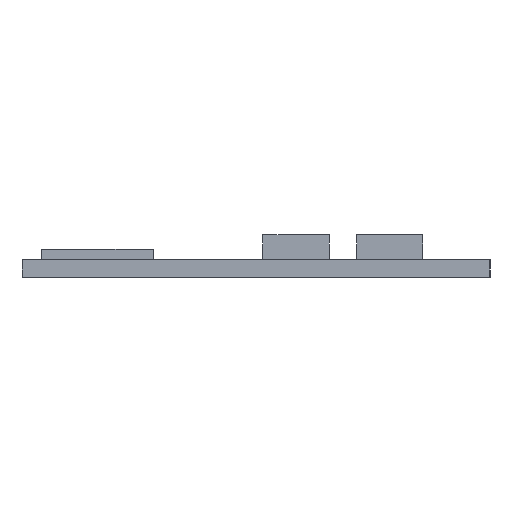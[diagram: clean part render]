
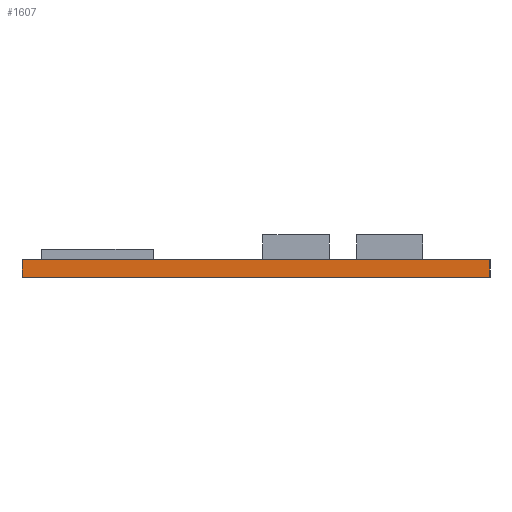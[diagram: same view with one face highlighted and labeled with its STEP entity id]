
A CAD part, left-side view. The second image highlights one B-rep face of the part: STEP entity #1607.
In plain terms, the highlighted planar face has unit normal (-1, 0, 0).
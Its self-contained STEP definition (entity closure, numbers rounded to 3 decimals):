
#143=FACE_OUTER_BOUND('',#231,.T.);
#231=EDGE_LOOP('',(#1347,#1348,#1349,#1350));
#451=LINE('',#2534,#657);
#452=LINE('',#2536,#658);
#453=LINE('',#2538,#659);
#454=LINE('',#2539,#660);
#657=VECTOR('',#2093,10.);
#658=VECTOR('',#2094,10.);
#659=VECTOR('',#2095,10.);
#660=VECTOR('',#2096,10.);
#801=VERTEX_POINT('',#2532);
#802=VERTEX_POINT('',#2533);
#803=VERTEX_POINT('',#2535);
#804=VERTEX_POINT('',#2537);
#1007=EDGE_CURVE('',#801,#802,#451,.T.);
#1008=EDGE_CURVE('',#801,#803,#452,.T.);
#1009=EDGE_CURVE('',#804,#803,#453,.T.);
#1010=EDGE_CURVE('',#802,#804,#454,.T.);
#1347=ORIENTED_EDGE('',*,*,#1007,.F.);
#1348=ORIENTED_EDGE('',*,*,#1008,.T.);
#1349=ORIENTED_EDGE('',*,*,#1009,.F.);
#1350=ORIENTED_EDGE('',*,*,#1010,.F.);
#1519=PLANE('',#1714);
#1607=ADVANCED_FACE('',(#143),#1519,.T.);
#1714=AXIS2_PLACEMENT_3D('',#2531,#2091,#2092);
#2091=DIRECTION('center_axis',(-1.,0.,0.));
#2092=DIRECTION('ref_axis',(0.,-1.,0.));
#2093=DIRECTION('',(0.,1.,0.));
#2094=DIRECTION('',(0.,0.,1.));
#2095=DIRECTION('',(0.,-1.,0.));
#2096=DIRECTION('',(0.,0.,1.));
#2531=CARTESIAN_POINT('Origin',(-30.4,21.15,0.));
#2532=CARTESIAN_POINT('',(-30.4,-21.15,0.));
#2533=CARTESIAN_POINT('',(-30.4,21.15,0.));
#2534=CARTESIAN_POINT('',(-30.4,-21.15,0.));
#2535=CARTESIAN_POINT('',(-30.4,-21.15,1.6));
#2536=CARTESIAN_POINT('',(-30.4,-21.15,0.));
#2537=CARTESIAN_POINT('',(-30.4,21.15,1.6));
#2538=CARTESIAN_POINT('',(-30.4,-21.15,1.6));
#2539=CARTESIAN_POINT('',(-30.4,21.15,0.));
